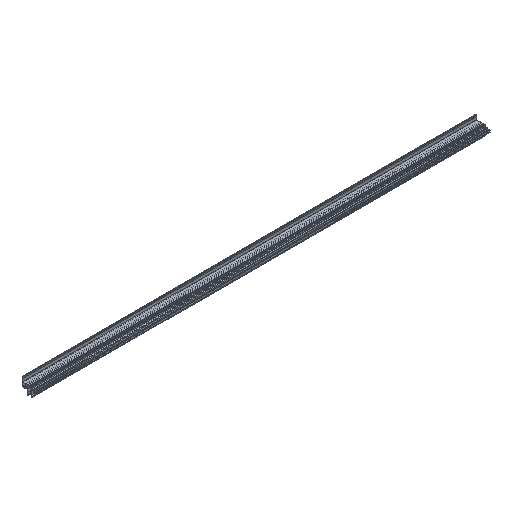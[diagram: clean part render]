
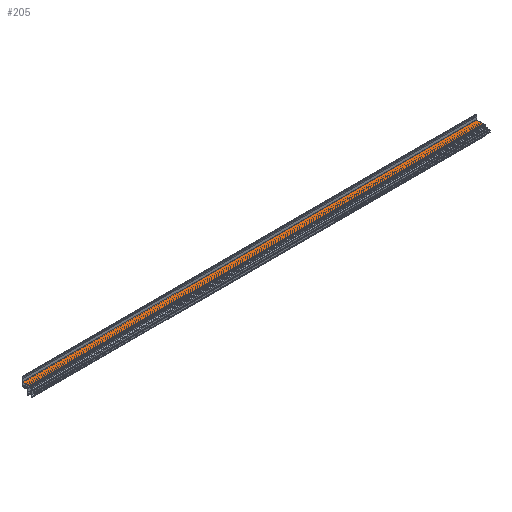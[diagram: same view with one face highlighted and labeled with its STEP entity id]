
A CAD part, isometric view. The second image highlights one B-rep face of the part: STEP entity #205.
In plain terms, the highlighted planar face has unit normal (0, 0, 1).
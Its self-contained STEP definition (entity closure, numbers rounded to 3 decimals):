
#205=ADVANCED_FACE('',(#448),#449,.T.);
#448=FACE_OUTER_BOUND('',#726,.T.);
#449=PLANE('',#727);
#726=EDGE_LOOP('',(#1223,#1224,#1225,#1226));
#727=AXIS2_PLACEMENT_3D('',#1227,#1228,#1229);
#1223=ORIENTED_EDGE('',*,*,#1933,.T.);
#1224=ORIENTED_EDGE('',*,*,#1934,.F.);
#1225=ORIENTED_EDGE('',*,*,#1935,.F.);
#1226=ORIENTED_EDGE('',*,*,#1930,.T.);
#1227=CARTESIAN_POINT('',(0.0,15.3,10.0));
#1228=DIRECTION('',(0.0,0.0,1.0));
#1229=DIRECTION('',(0.0,-1.0,0.0));
#1930=EDGE_CURVE('',#2376,#2374,#2377,.T.);
#1933=EDGE_CURVE('',#2374,#2380,#2381,.T.);
#1934=EDGE_CURVE('',#2382,#2380,#2383,.T.);
#1935=EDGE_CURVE('',#2376,#2382,#2384,.T.);
#2374=VERTEX_POINT('',#3020);
#2376=VERTEX_POINT('',#3023);
#2377=LINE('',#3024,#3025);
#2380=VERTEX_POINT('',#3029);
#2381=LINE('',#3030,#3031);
#2382=VERTEX_POINT('',#3032);
#2383=LINE('',#3033,#3034);
#2384=LINE('',#3035,#3036);
#3020=CARTESIAN_POINT('',(1000.0,0.,10.0));
#3023=CARTESIAN_POINT('',(0.0,0.,10.0));
#3024=CARTESIAN_POINT('',(0.0,0.,10.0));
#3025=VECTOR('',#3568,1.0);
#3029=CARTESIAN_POINT('',(1000.0,15.4,10.0));
#3030=CARTESIAN_POINT('',(1000.0,0.,10.0));
#3031=VECTOR('',#3570,1.0);
#3032=CARTESIAN_POINT('',(0.0,15.4,10.0));
#3033=CARTESIAN_POINT('',(0.0,15.4,10.0));
#3034=VECTOR('',#3571,1.0);
#3035=CARTESIAN_POINT('',(0.0,0.,10.0));
#3036=VECTOR('',#3572,1.0);
#3568=DIRECTION('',(1.0,0.0,0.0));
#3570=DIRECTION('',(0.0,1.0,0.0));
#3571=DIRECTION('',(1.0,0.0,0.0));
#3572=DIRECTION('',(0.0,1.0,0.0));
